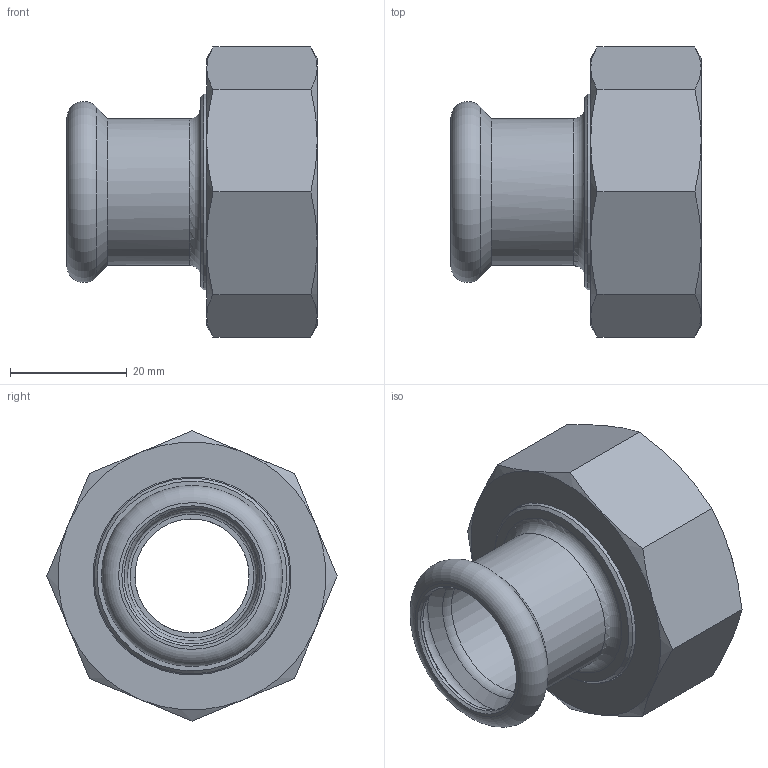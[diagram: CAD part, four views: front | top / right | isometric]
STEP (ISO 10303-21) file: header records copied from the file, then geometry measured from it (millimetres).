
FILE_DESCRIPTION(/* description */ (''),/* implementation_level */ '2;1');
FILE_NAME(/* name */ '45044.stp',/* time_stamp */ '2023-09-08T11:36:35+02:00',/* author */ ('JANAN'),/* organization */ (''),/* preprocessor_version */ 'ST-DEVELOPER v19.2',/* originating_system */ 'Autodesk Inventor 2023',/* authorisation */ '');
FILE_SCHEMA (('AUTOMOTIVE_DESIGN { 1 0 10303 214 3 1 1 }','AP242_MANAGED_MODEL_BASED_3D_ENGINEERING_MIM_LF { 1 0 10303 442 3 1 4 }'));
Length unit declared in the file: millimetre
Products named in the file (1): tmp815E.tmp
Bounding box: 43 x 49.79 x 49.79 mm (x, y, z)
Volume: 22190.1 mm3; surface area: 15480.9 mm2
Topology: 3 solids, 3 shells, 60 faces, 120 edges, 71 vertices
Faces by surface type: cone 25, plane 19, cylinder 10, torus 6
Full cylindrical faces by diameter (mm): 19.6 x1, 22.2 x1, 23.3 x1, 25.2 x1, 25.6 x1, 33.6 x1, 34 x1, 38.5 x1, 39 x1, 39.15 x1
Entity records: 1647 total; most frequent: CARTESIAN_POINT 322, DIRECTION 271, ORIENTED_EDGE 240, AXIS2_PLACEMENT_3D 122, EDGE_CURVE 120, EDGE_LOOP 71, VERTEX_POINT 71, STYLED_ITEM 63
